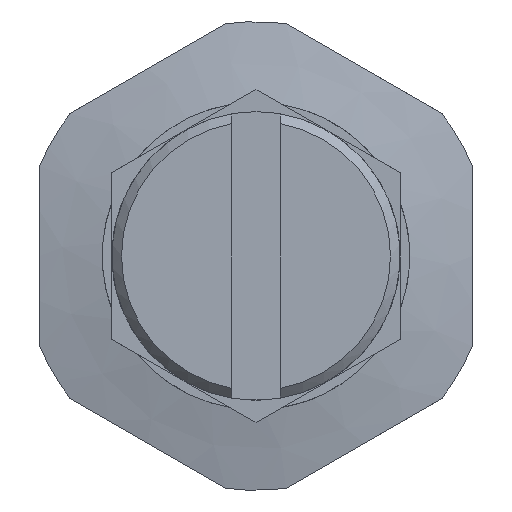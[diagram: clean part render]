
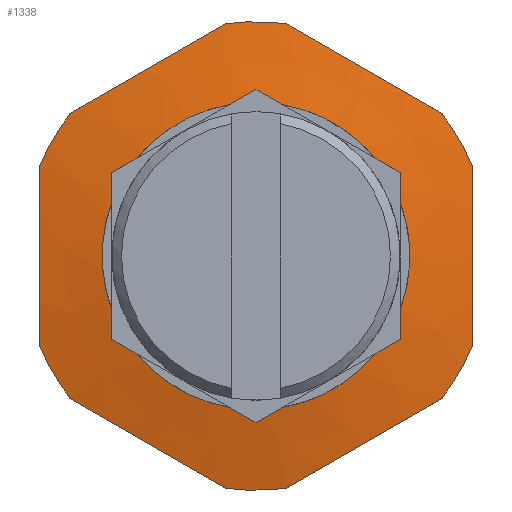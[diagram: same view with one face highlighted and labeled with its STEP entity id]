
A CAD part, front view. The second image highlights one B-rep face of the part: STEP entity #1338.
In plain terms, the highlighted conical face has half-angle 78.669 degrees and reference radius 5.196 mm.
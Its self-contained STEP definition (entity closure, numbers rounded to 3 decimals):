
#38=B_SPLINE_CURVE_WITH_KNOTS('',3,(#1799,#1800,#1801,#1802),
 .UNSPECIFIED.,.F.,.F.,(4,4),(0.001,0.004),
 .UNSPECIFIED.);
#41=B_SPLINE_CURVE_WITH_KNOTS('',3,(#1821,#1822,#1823,#1824),
 .UNSPECIFIED.,.F.,.F.,(4,4),(0.001,0.004),
 .UNSPECIFIED.);
#44=B_SPLINE_CURVE_WITH_KNOTS('',3,(#1841,#1842,#1843,#1844),
 .UNSPECIFIED.,.F.,.F.,(4,4),(0.005,0.009),
 .UNSPECIFIED.);
#47=B_SPLINE_CURVE_WITH_KNOTS('',3,(#1863,#1864,#1865,#1866),
 .UNSPECIFIED.,.F.,.F.,(4,4),(0.001,0.004),
 .UNSPECIFIED.);
#50=B_SPLINE_CURVE_WITH_KNOTS('',3,(#1883,#1884,#1885,#1886),
 .UNSPECIFIED.,.F.,.F.,(4,4),(0.001,0.004),
 .UNSPECIFIED.);
#53=B_SPLINE_CURVE_WITH_KNOTS('',3,(#1905,#1906,#1907,#1908),
 .UNSPECIFIED.,.F.,.F.,(4,4),(0.005,0.009),
 .UNSPECIFIED.);
#58=CONICAL_SURFACE('',#1431,5.196,1.373);
#85=CIRCLE('',#1406,3.2);
#93=CIRCLE('',#1432,4.875);
#94=CIRCLE('',#1433,4.875);
#95=CIRCLE('',#1434,4.875);
#96=CIRCLE('',#1435,4.875);
#97=CIRCLE('',#1436,4.875);
#98=CIRCLE('',#1437,4.875);
#259=ORIENTED_EDGE('',*,*,#424,.F.);
#260=ORIENTED_EDGE('',*,*,#398,.F.);
#261=ORIENTED_EDGE('',*,*,#461,.T.);
#262=ORIENTED_EDGE('',*,*,#404,.F.);
#263=ORIENTED_EDGE('',*,*,#462,.T.);
#264=ORIENTED_EDGE('',*,*,#376,.F.);
#265=ORIENTED_EDGE('',*,*,#463,.T.);
#266=ORIENTED_EDGE('',*,*,#382,.F.);
#267=ORIENTED_EDGE('',*,*,#464,.T.);
#268=ORIENTED_EDGE('',*,*,#387,.F.);
#269=ORIENTED_EDGE('',*,*,#465,.T.);
#270=ORIENTED_EDGE('',*,*,#393,.F.);
#271=ORIENTED_EDGE('',*,*,#466,.T.);
#376=EDGE_CURVE('',#499,#500,#38,.T.);
#382=EDGE_CURVE('',#505,#506,#41,.T.);
#387=EDGE_CURVE('',#510,#511,#44,.F.);
#393=EDGE_CURVE('',#516,#517,#47,.T.);
#398=EDGE_CURVE('',#521,#522,#50,.T.);
#404=EDGE_CURVE('',#527,#528,#53,.T.);
#424=EDGE_CURVE('',#542,#542,#85,.T.);
#461=EDGE_CURVE('',#521,#528,#93,.F.);
#462=EDGE_CURVE('',#527,#500,#94,.F.);
#463=EDGE_CURVE('',#499,#506,#95,.F.);
#464=EDGE_CURVE('',#505,#511,#96,.F.);
#465=EDGE_CURVE('',#510,#517,#97,.F.);
#466=EDGE_CURVE('',#516,#522,#98,.F.);
#499=VERTEX_POINT('',#1798);
#500=VERTEX_POINT('',#1803);
#505=VERTEX_POINT('',#1820);
#506=VERTEX_POINT('',#1825);
#510=VERTEX_POINT('',#1840);
#511=VERTEX_POINT('',#1845);
#516=VERTEX_POINT('',#1862);
#517=VERTEX_POINT('',#1867);
#521=VERTEX_POINT('',#1882);
#522=VERTEX_POINT('',#1887);
#527=VERTEX_POINT('',#1904);
#528=VERTEX_POINT('',#1909);
#542=VERTEX_POINT('',#1952);
#713=EDGE_LOOP('',(#259));
#714=EDGE_LOOP('',(#260,#261,#262,#263,#264,#265,#266,#267,#268,#269,#270,
#271));
#793=FACE_BOUND('',#713,.T.);
#794=FACE_BOUND('',#714,.T.);
#1338=ADVANCED_FACE('',(#793,#794),#58,.T.);
#1406=AXIS2_PLACEMENT_3D('',#1951,#1574,#1575);
#1431=AXIS2_PLACEMENT_3D('',#2028,#1653,#1654);
#1432=AXIS2_PLACEMENT_3D('',#2029,#1655,#1656);
#1433=AXIS2_PLACEMENT_3D('',#2030,#1657,#1658);
#1434=AXIS2_PLACEMENT_3D('',#2031,#1659,#1660);
#1435=AXIS2_PLACEMENT_3D('',#2032,#1661,#1662);
#1436=AXIS2_PLACEMENT_3D('',#2033,#1663,#1664);
#1437=AXIS2_PLACEMENT_3D('',#2034,#1665,#1666);
#1574=DIRECTION('',(0.,-1.,0.));
#1575=DIRECTION('',(1.,0.,0.));
#1653=DIRECTION('',(0.,1.,0.));
#1654=DIRECTION('',(0.,0.,1.));
#1655=DIRECTION('',(0.,1.,0.));
#1656=DIRECTION('',(0.,0.,1.));
#1657=DIRECTION('',(0.,1.,0.));
#1658=DIRECTION('',(0.,0.,1.));
#1659=DIRECTION('',(0.,1.,0.));
#1660=DIRECTION('',(0.,0.,1.));
#1661=DIRECTION('',(0.,1.,0.));
#1662=DIRECTION('',(0.,0.,1.));
#1663=DIRECTION('',(0.,1.,0.));
#1664=DIRECTION('',(0.,0.,1.));
#1665=DIRECTION('',(0.,1.,0.));
#1666=DIRECTION('',(0.,0.,1.));
#1798=CARTESIAN_POINT('',(-0.626,0.336,-4.835));
#1799=CARTESIAN_POINT('',(-0.626,0.336,-4.835));
#1800=CARTESIAN_POINT('',(-1.709,0.239,-4.21));
#1801=CARTESIAN_POINT('',(-2.791,0.239,-3.585));
#1802=CARTESIAN_POINT('',(-3.874,0.336,-2.96));
#1803=CARTESIAN_POINT('',(-3.874,0.336,-2.96));
#1820=CARTESIAN_POINT('',(3.874,0.336,-2.96));
#1821=CARTESIAN_POINT('',(3.874,0.336,-2.96));
#1822=CARTESIAN_POINT('',(2.791,0.239,-3.585));
#1823=CARTESIAN_POINT('',(1.709,0.239,-4.21));
#1824=CARTESIAN_POINT('',(0.626,0.336,-4.835));
#1825=CARTESIAN_POINT('',(0.626,0.336,-4.835));
#1840=CARTESIAN_POINT('',(4.5,0.336,1.875));
#1841=CARTESIAN_POINT('',(4.5,0.336,-1.875));
#1842=CARTESIAN_POINT('',(4.5,0.239,-0.623));
#1843=CARTESIAN_POINT('',(4.5,0.239,0.627));
#1844=CARTESIAN_POINT('',(4.5,0.336,1.875));
#1845=CARTESIAN_POINT('',(4.5,0.336,-1.875));
#1862=CARTESIAN_POINT('',(0.626,0.336,4.835));
#1863=CARTESIAN_POINT('',(0.626,0.336,4.835));
#1864=CARTESIAN_POINT('',(1.709,0.239,4.21));
#1865=CARTESIAN_POINT('',(2.791,0.239,3.585));
#1866=CARTESIAN_POINT('',(3.874,0.336,2.96));
#1867=CARTESIAN_POINT('',(3.874,0.336,2.96));
#1882=CARTESIAN_POINT('',(-3.874,0.336,2.96));
#1883=CARTESIAN_POINT('',(-3.874,0.336,2.96));
#1884=CARTESIAN_POINT('',(-2.791,0.239,3.585));
#1885=CARTESIAN_POINT('',(-1.709,0.239,4.21));
#1886=CARTESIAN_POINT('',(-0.626,0.336,4.835));
#1887=CARTESIAN_POINT('',(-0.626,0.336,4.835));
#1904=CARTESIAN_POINT('',(-4.5,0.336,-1.875));
#1905=CARTESIAN_POINT('',(-4.5,0.336,-1.875));
#1906=CARTESIAN_POINT('',(-4.5,0.239,-0.623));
#1907=CARTESIAN_POINT('',(-4.5,0.239,0.627));
#1908=CARTESIAN_POINT('',(-4.5,0.336,1.875));
#1909=CARTESIAN_POINT('',(-4.5,0.336,1.875));
#1951=CARTESIAN_POINT('',(0.,0.,0.));
#1952=CARTESIAN_POINT('',(3.2,0.,0.));
#2028=CARTESIAN_POINT('',(0.,0.4,0.));
#2029=CARTESIAN_POINT('',(0.,0.336,0.));
#2030=CARTESIAN_POINT('',(0.,0.336,0.));
#2031=CARTESIAN_POINT('',(0.,0.336,0.));
#2032=CARTESIAN_POINT('',(0.,0.336,0.));
#2033=CARTESIAN_POINT('',(0.,0.336,0.));
#2034=CARTESIAN_POINT('',(0.,0.336,0.));
